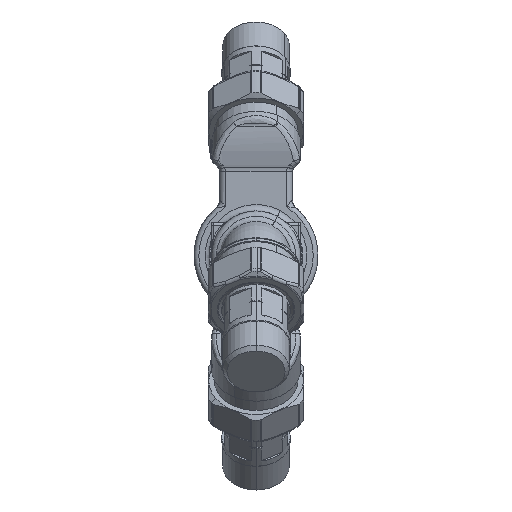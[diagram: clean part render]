
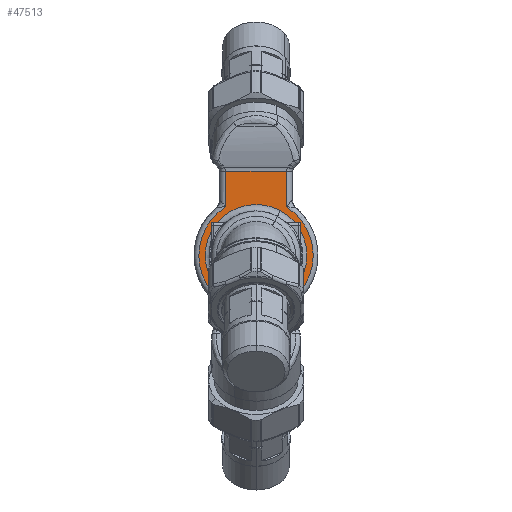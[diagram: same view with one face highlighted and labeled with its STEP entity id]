
A CAD part, front view. The second image highlights one B-rep face of the part: STEP entity #47513.
In plain terms, the highlighted planar face has unit normal (0, -1, -0.003).
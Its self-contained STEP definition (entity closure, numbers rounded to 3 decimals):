
#41173=CARTESIAN_POINT('Vertex',(-2.27,-12.124,45.018)) ;
#41338=CARTESIAN_POINT('Vertex',(-21.276,-12.155,56.279)) ;
#41424=CARTESIAN_POINT('Vertex',(-2.264,-12.155,56.279)) ;
#41598=CARTESIAN_POINT('Vertex',(-21.27,-12.124,45.018)) ;
#45334=CARTESIAN_POINT('Vertex',(-21.27,-12.154,56.063)) ;
#45337=CARTESIAN_POINT('Axis2P3D Location',(-25.27,-12.154,56.063)) ;
#45354=CARTESIAN_POINT('Axis2P3D Location',(-11.77,-12.082,29.729)) ;
#45379=CARTESIAN_POINT('Vertex',(-2.27,-12.154,56.063)) ;
#45382=CARTESIAN_POINT('Line Origine',(-2.27,-12.094,34.004)) ;
#45400=CARTESIAN_POINT('Axis2P3D Location',(1.73,-12.154,56.063)) ;
#45417=CARTESIAN_POINT('Line Origine',(-11.77,-12.155,56.279)) ;
#45434=CARTESIAN_POINT('Line Origine',(-21.27,-12.094,34.004)) ;
#47482=CARTESIAN_POINT('Axis2P3D Location',(-11.77,-12.126,45.729)) ;
#47495=CARTESIAN_POINT('Axis2P3D Location',(-11.77,-12.082,29.729)) ;
#47499=CARTESIAN_POINT('Vertex',(-19.441,-12.043,15.688)) ;
#47501=CARTESIAN_POINT('Vertex',(-4.099,-12.12,43.77)) ;
#47504=CARTESIAN_POINT('Axis2P3D Location',(-11.77,-12.082,29.729)) ;
#45384=VECTOR('Line Direction',#45383,1.) ;
#45419=VECTOR('Line Direction',#45418,1.) ;
#45436=VECTOR('Line Direction',#45435,1.) ;
#45338=DIRECTION('Axis2P3D Direction',(0.,1.,0.003)) ;
#45355=DIRECTION('Axis2P3D Direction',(0.,1.,0.003)) ;
#45383=DIRECTION('Vector Direction',(0.,-0.003,1.)) ;
#45401=DIRECTION('Axis2P3D Direction',(0.,1.,0.003)) ;
#45418=DIRECTION('Vector Direction',(-1.,0.,0.)) ;
#45435=DIRECTION('Vector Direction',(0.,-0.003,1.)) ;
#47483=DIRECTION('Axis2P3D Direction',(0.,1.,0.003)) ;
#47484=DIRECTION('Axis2P3D XDirection',(1.,0.,0.)) ;
#47496=DIRECTION('Axis2P3D Direction',(0.,1.,0.003)) ;
#47505=DIRECTION('Axis2P3D Direction',(0.,1.,0.003)) ;
#45339=AXIS2_PLACEMENT_3D('Circle Axis2P3D',#45337,#45338,$) ;
#45356=AXIS2_PLACEMENT_3D('Circle Axis2P3D',#45354,#45355,$) ;
#45402=AXIS2_PLACEMENT_3D('Circle Axis2P3D',#45400,#45401,$) ;
#47485=AXIS2_PLACEMENT_3D('Plane Axis2P3D',#47482,#47483,#47484) ;
#47497=AXIS2_PLACEMENT_3D('Circle Axis2P3D',#47495,#47496,$) ;
#47506=AXIS2_PLACEMENT_3D('Circle Axis2P3D',#47504,#47505,$) ;
#45385=LINE('Line',#45382,#45384) ;
#45420=LINE('Line',#45417,#45419) ;
#45437=LINE('Line',#45434,#45436) ;
#45340=CIRCLE('generated circle',#45339,4.) ;
#45357=CIRCLE('generated circle',#45356,18.) ;
#45403=CIRCLE('generated circle',#45402,4.) ;
#47498=CIRCLE('generated circle',#47497,16.) ;
#47507=CIRCLE('generated circle',#47506,16.) ;
#47486=PLANE('',#47485) ;
#47512=FACE_BOUND('',#47509,.T.) ;
#45341=EDGE_CURVE('',#45335,#41339,#45340,.F.) ;
#45358=EDGE_CURVE('',#41599,#41174,#45357,.F.) ;
#45386=EDGE_CURVE('',#41174,#45380,#45385,.T.) ;
#45404=EDGE_CURVE('',#45380,#41425,#45403,.T.) ;
#45421=EDGE_CURVE('',#41425,#41339,#45420,.T.) ;
#45438=EDGE_CURVE('',#41599,#45335,#45437,.T.) ;
#47503=EDGE_CURVE('',#47500,#47502,#47498,.T.) ;
#47508=EDGE_CURVE('',#47502,#47500,#47507,.T.) ;
#47488=ORIENTED_EDGE('',*,*,#45358,.T.) ;
#47489=ORIENTED_EDGE('',*,*,#45386,.T.) ;
#47490=ORIENTED_EDGE('',*,*,#45404,.T.) ;
#47491=ORIENTED_EDGE('',*,*,#45421,.T.) ;
#47492=ORIENTED_EDGE('',*,*,#45341,.F.) ;
#47493=ORIENTED_EDGE('',*,*,#45438,.F.) ;
#47510=ORIENTED_EDGE('',*,*,#47503,.T.) ;
#47511=ORIENTED_EDGE('',*,*,#47508,.T.) ;
#47487=EDGE_LOOP('',(#47488,#47489,#47490,#47491,#47492,#47493)) ;
#47509=EDGE_LOOP('',(#47510,#47511)) ;
#41174=VERTEX_POINT('',#41173) ;
#41339=VERTEX_POINT('',#41338) ;
#41425=VERTEX_POINT('',#41424) ;
#41599=VERTEX_POINT('',#41598) ;
#45335=VERTEX_POINT('',#45334) ;
#45380=VERTEX_POINT('',#45379) ;
#47500=VERTEX_POINT('',#47499) ;
#47502=VERTEX_POINT('',#47501) ;
#47513=ADVANCED_FACE('PartBody',(#47494,#47512),#47486,.F.) ;
#47494=FACE_OUTER_BOUND('',#47487,.T.) ;
